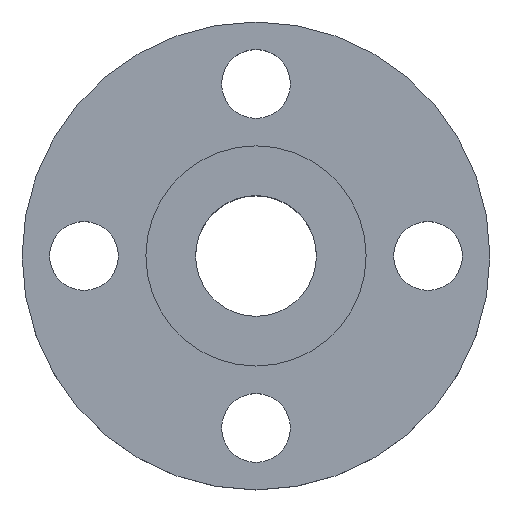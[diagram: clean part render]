
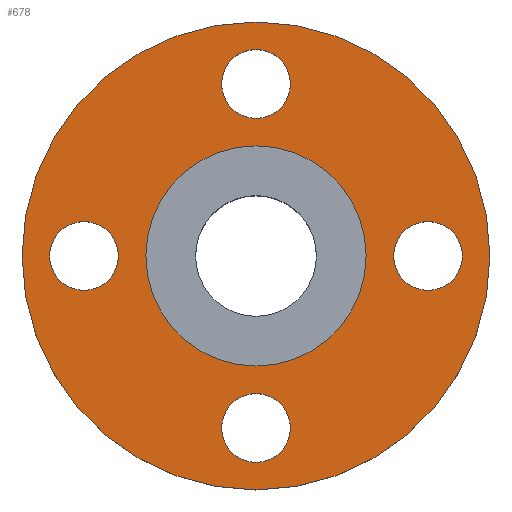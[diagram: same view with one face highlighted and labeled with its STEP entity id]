
A CAD part, top view. The second image highlights one B-rep face of the part: STEP entity #678.
In plain terms, the highlighted planar face has unit normal (0, 0, 1).
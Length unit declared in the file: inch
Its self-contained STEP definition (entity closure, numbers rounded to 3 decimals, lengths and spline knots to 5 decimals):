
#1 = DIRECTION ( 'NONE',  ( 0., 0., 1. ) ) ;
#17 = EDGE_CURVE ( 'NONE', #154, #105, #561, .T. ) ;
#18 = ORIENTED_EDGE ( 'NONE', *, *, #98, .F. ) ;
#25 = CARTESIAN_POINT ( 'NONE',  ( 0., 0., -0.0625 ) ) ;
#29 = CARTESIAN_POINT ( 'NONE',  ( 1.25, 0., -0.0625 ) ) ;
#44 = DIRECTION ( 'NONE',  ( 0., 1., 0. ) ) ;
#47 = EDGE_CURVE ( 'NONE', #89, #783, #121, .T. ) ;
#48 = PLANE ( 'NONE',  #698 ) ;
#77 = EDGE_CURVE ( 'NONE', #854, #435, #190, .T. ) ;
#82 = AXIS2_PLACEMENT_3D ( 'NONE', #634, #851, #243 ) ;
#85 = AXIS2_PLACEMENT_3D ( 'NONE', #831, #226, #239 ) ;
#86 = AXIS2_PLACEMENT_3D ( 'NONE', #442, #385, #583 ) ;
#89 = VERTEX_POINT ( 'NONE', #29 ) ;
#98 = EDGE_CURVE ( 'NONE', #478, #719, #297, .T. ) ;
#104 = DIRECTION ( 'NONE',  ( 0., 0., 1. ) ) ;
#105 = VERTEX_POINT ( 'NONE', #366 ) ;
#108 = ORIENTED_EDGE ( 'NONE', *, *, #601, .F. ) ;
#119 = FACE_BOUND ( 'NONE', #778, .T. ) ;
#121 = CIRCLE ( 'NONE', #85, 0.3125 ) ;
#127 = CARTESIAN_POINT ( 'NONE',  ( 0., 1., -0.0625 ) ) ;
#137 = DIRECTION ( 'NONE',  ( 0., -1., 0. ) ) ;
#138 = VERTEX_POINT ( 'NONE', #564 ) ;
#154 = VERTEX_POINT ( 'NONE', #330 ) ;
#180 = FACE_BOUND ( 'NONE', #266, .T. ) ;
#181 = ORIENTED_EDGE ( 'NONE', *, *, #834, .F. ) ;
#190 = CIRCLE ( 'NONE', #212, 0.3125 ) ;
#212 = AXIS2_PLACEMENT_3D ( 'NONE', #426, #616, #235 ) ;
#226 = DIRECTION ( 'NONE',  ( 0., 0., 1. ) ) ;
#227 = EDGE_CURVE ( 'NONE', #783, #89, #732, .T. ) ;
#232 = ORIENTED_EDGE ( 'NONE', *, *, #258, .T. ) ;
#235 = DIRECTION ( 'NONE',  ( 1., 0., 0. ) ) ;
#239 = DIRECTION ( 'NONE',  ( -1., 0., 0. ) ) ;
#243 = DIRECTION ( 'NONE',  ( 1., 0., 0. ) ) ;
#247 = VERTEX_POINT ( 'NONE', #455 ) ;
#251 = AXIS2_PLACEMENT_3D ( 'NONE', #334, #1, #137 ) ;
#253 = CARTESIAN_POINT ( 'NONE',  ( -1.875, 0., -0.0625 ) ) ;
#257 = DIRECTION ( 'NONE',  ( 1., 0., 0. ) ) ;
#258 = EDGE_CURVE ( 'NONE', #247, #342, #802, .T. ) ;
#260 = EDGE_LOOP ( 'NONE', ( #587, #18 ) ) ;
#266 = EDGE_LOOP ( 'NONE', ( #108, #565 ) ) ;
#282 = ORIENTED_EDGE ( 'NONE', *, *, #17, .F. ) ;
#297 = CIRCLE ( 'NONE', #787, 0.3125 ) ;
#320 = DIRECTION ( 'NONE',  ( 0., 0., 1. ) ) ;
#324 = DIRECTION ( 'NONE',  ( 0., 0., 1. ) ) ;
#330 = CARTESIAN_POINT ( 'NONE',  ( -0.3125, 1.5625, -0.0625 ) ) ;
#334 = CARTESIAN_POINT ( 'NONE',  ( 0., 1.5625, -0.0625 ) ) ;
#342 = VERTEX_POINT ( 'NONE', #397 ) ;
#347 = CIRCLE ( 'NONE', #491, 0.3125 ) ;
#350 = AXIS2_PLACEMENT_3D ( 'NONE', #25, #497, #554 ) ;
#356 = ORIENTED_EDGE ( 'NONE', *, *, #526, .F. ) ;
#366 = CARTESIAN_POINT ( 'NONE',  ( 0.3125, 1.5625, -0.0625 ) ) ;
#371 = EDGE_CURVE ( 'NONE', #342, #247, #432, .T. ) ;
#376 = FACE_BOUND ( 'NONE', #260, .T. ) ;
#385 = DIRECTION ( 'NONE',  ( 0., 0., 1. ) ) ;
#387 = CARTESIAN_POINT ( 'NONE',  ( -1.5625, 0., -0.0625 ) ) ;
#397 = CARTESIAN_POINT ( 'NONE',  ( 2.125, 0., -0.0625 ) ) ;
#426 = CARTESIAN_POINT ( 'NONE',  ( -1.5625, 0., -0.0625 ) ) ;
#427 = DIRECTION ( 'NONE',  ( 1., 0., 0. ) ) ;
#429 = DIRECTION ( 'NONE',  ( 0., 1., 0. ) ) ;
#431 = CARTESIAN_POINT ( 'NONE',  ( 0., -1.5625, -0.0625 ) ) ;
#432 = CIRCLE ( 'NONE', #825, 2.125 ) ;
#435 = VERTEX_POINT ( 'NONE', #253 ) ;
#440 = DIRECTION ( 'NONE',  ( 0., 0., 1. ) ) ;
#442 = CARTESIAN_POINT ( 'NONE',  ( 1.5625, 0., -0.0625 ) ) ;
#446 = DIRECTION ( 'NONE',  ( 0., 0., -1. ) ) ;
#448 = EDGE_LOOP ( 'NONE', ( #181, #282 ) ) ;
#455 = CARTESIAN_POINT ( 'NONE',  ( -2.125, 0., -0.0625 ) ) ;
#461 = CARTESIAN_POINT ( 'NONE',  ( -0.3125, -1.5625, -0.0625 ) ) ;
#474 = AXIS2_PLACEMENT_3D ( 'NONE', #559, #503, #828 ) ;
#478 = VERTEX_POINT ( 'NONE', #461 ) ;
#491 = AXIS2_PLACEMENT_3D ( 'NONE', #387, #320, #427 ) ;
#497 = DIRECTION ( 'NONE',  ( 0., 0., 1. ) ) ;
#498 = CARTESIAN_POINT ( 'NONE',  ( 0., -1.5625, -0.0625 ) ) ;
#503 = DIRECTION ( 'NONE',  ( 0., 0., 1. ) ) ;
#526 = EDGE_CURVE ( 'NONE', #435, #854, #347, .T. ) ;
#531 = CARTESIAN_POINT ( 'NONE',  ( -1.25, 0., -0.0625 ) ) ;
#542 = AXIS2_PLACEMENT_3D ( 'NONE', #784, #324, #659 ) ;
#554 = DIRECTION ( 'NONE',  ( 1., 0., 0. ) ) ;
#559 = CARTESIAN_POINT ( 'NONE',  ( 0., 1.5625, -0.0625 ) ) ;
#561 = CIRCLE ( 'NONE', #474, 0.3125 ) ;
#564 = CARTESIAN_POINT ( 'NONE',  ( 1., 0., -0.0625 ) ) ;
#565 = ORIENTED_EDGE ( 'NONE', *, *, #724, .F. ) ;
#574 = CARTESIAN_POINT ( 'NONE',  ( 0.3125, -1.5625, -0.0625 ) ) ;
#576 = ORIENTED_EDGE ( 'NONE', *, *, #371, .T. ) ;
#580 = DIRECTION ( 'NONE',  ( -1., 0., 0. ) ) ;
#583 = DIRECTION ( 'NONE',  ( -1., 0., 0. ) ) ;
#585 = CIRCLE ( 'NONE', #251, 0.3125 ) ;
#587 = ORIENTED_EDGE ( 'NONE', *, *, #741, .F. ) ;
#601 = EDGE_CURVE ( 'NONE', #138, #837, #817, .T. ) ;
#603 = CARTESIAN_POINT ( 'NONE',  ( 0., 0., -0.0625 ) ) ;
#610 = ORIENTED_EDGE ( 'NONE', *, *, #77, .F. ) ;
#616 = DIRECTION ( 'NONE',  ( 0., 0., 1. ) ) ;
#625 = EDGE_LOOP ( 'NONE', ( #576, #232 ) ) ;
#634 = CARTESIAN_POINT ( 'NONE',  ( 0., 0., -0.0625 ) ) ;
#659 = DIRECTION ( 'NONE',  ( 1., 0., 0. ) ) ;
#678 = ADVANCED_FACE ( 'NONE', ( #782, #710, #376, #119, #180, #830 ), #48, .F. ) ;
#698 = AXIS2_PLACEMENT_3D ( 'NONE', #127, #446, #580 ) ;
#699 = CARTESIAN_POINT ( 'NONE',  ( 1.875, 0., -0.0625 ) ) ;
#710 = FACE_BOUND ( 'NONE', #754, .T. ) ;
#719 = VERTEX_POINT ( 'NONE', #574 ) ;
#724 = EDGE_CURVE ( 'NONE', #837, #138, #807, .T. ) ;
#732 = CIRCLE ( 'NONE', #86, 0.3125 ) ;
#741 = EDGE_CURVE ( 'NONE', #719, #478, #833, .T. ) ;
#744 = ORIENTED_EDGE ( 'NONE', *, *, #47, .F. ) ;
#754 = EDGE_LOOP ( 'NONE', ( #844, #744 ) ) ;
#765 = AXIS2_PLACEMENT_3D ( 'NONE', #431, #440, #44 ) ;
#778 = EDGE_LOOP ( 'NONE', ( #610, #356 ) ) ;
#782 = FACE_BOUND ( 'NONE', #448, .T. ) ;
#783 = VERTEX_POINT ( 'NONE', #699 ) ;
#784 = CARTESIAN_POINT ( 'NONE',  ( 0., 0., -0.0625 ) ) ;
#787 = AXIS2_PLACEMENT_3D ( 'NONE', #498, #104, #429 ) ;
#797 = CARTESIAN_POINT ( 'NONE',  ( -1., 0., -0.0625 ) ) ;
#802 = CIRCLE ( 'NONE', #542, 2.125 ) ;
#803 = DIRECTION ( 'NONE',  ( 0., 0., 1. ) ) ;
#807 = CIRCLE ( 'NONE', #82, 1. ) ;
#817 = CIRCLE ( 'NONE', #350, 1. ) ;
#825 = AXIS2_PLACEMENT_3D ( 'NONE', #603, #803, #257 ) ;
#828 = DIRECTION ( 'NONE',  ( 0., -1., 0. ) ) ;
#830 = FACE_OUTER_BOUND ( 'NONE', #625, .T. ) ;
#831 = CARTESIAN_POINT ( 'NONE',  ( 1.5625, 0., -0.0625 ) ) ;
#833 = CIRCLE ( 'NONE', #765, 0.3125 ) ;
#834 = EDGE_CURVE ( 'NONE', #105, #154, #585, .T. ) ;
#837 = VERTEX_POINT ( 'NONE', #797 ) ;
#844 = ORIENTED_EDGE ( 'NONE', *, *, #227, .F. ) ;
#851 = DIRECTION ( 'NONE',  ( 0., 0., 1. ) ) ;
#854 = VERTEX_POINT ( 'NONE', #531 ) ;
